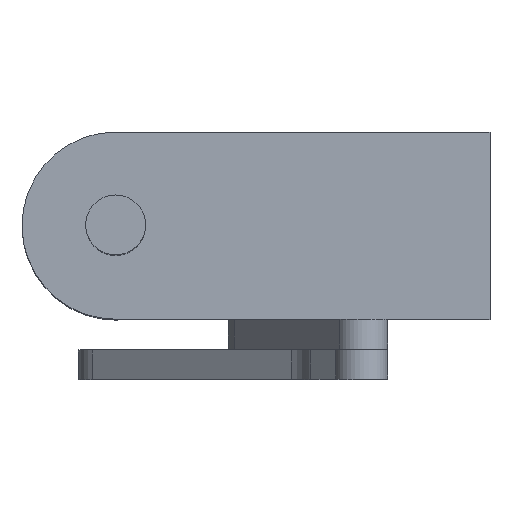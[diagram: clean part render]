
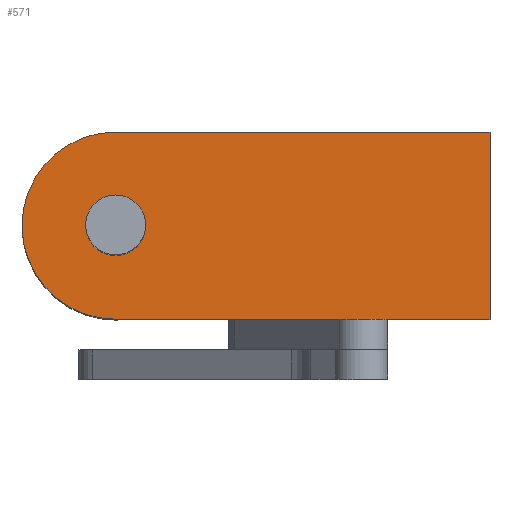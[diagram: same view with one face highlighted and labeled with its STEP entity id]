
A CAD part, top view. The second image highlights one B-rep face of the part: STEP entity #571.
In plain terms, the highlighted planar face has unit normal (0, 0, 1).
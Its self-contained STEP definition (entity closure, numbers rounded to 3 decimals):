
#53=PLANE('',#672);
#72=LINE('',#931,#106);
#75=LINE('',#937,#109);
#78=LINE('',#949,#112);
#106=VECTOR('',#749,1000.);
#109=VECTOR('',#754,1000.);
#112=VECTOR('',#767,1000.);
#157=ORIENTED_EDGE('',*,*,#284,.T.);
#158=ORIENTED_EDGE('',*,*,#275,.F.);
#159=ORIENTED_EDGE('',*,*,#288,.F.);
#160=ORIENTED_EDGE('',*,*,#282,.F.);
#161=ORIENTED_EDGE('',*,*,#279,.F.);
#275=EDGE_CURVE('',#343,#344,#394,.T.);
#279=EDGE_CURVE('',#344,#347,#72,.T.);
#282=EDGE_CURVE('',#347,#349,#75,.T.);
#284=EDGE_CURVE('',#350,#350,#396,.T.);
#288=EDGE_CURVE('',#349,#343,#78,.T.);
#343=VERTEX_POINT('',#922);
#344=VERTEX_POINT('',#924);
#347=VERTEX_POINT('',#932);
#349=VERTEX_POINT('',#938);
#350=VERTEX_POINT('',#942);
#394=CIRCLE('',#663,12.5);
#396=CIRCLE('',#668,4.);
#433=EDGE_LOOP('',(#157));
#434=EDGE_LOOP('',(#158,#159,#160,#161));
#495=FACE_BOUND('',#433,.T.);
#496=FACE_BOUND('',#434,.T.);
#571=ADVANCED_FACE('',(#495,#496),#53,.F.);
#663=AXIS2_PLACEMENT_3D('',#923,#741,#742);
#668=AXIS2_PLACEMENT_3D('',#941,#758,#759);
#672=AXIS2_PLACEMENT_3D('',#950,#768,#769);
#741=DIRECTION('',(0.,0.,-1.));
#742=DIRECTION('',(1.,0.,0.));
#749=DIRECTION('',(1.,0.,0.));
#754=DIRECTION('',(0.,-1.,0.));
#758=DIRECTION('',(0.,0.,-1.));
#759=DIRECTION('',(1.,0.,0.));
#767=DIRECTION('',(-1.,0.,0.));
#768=DIRECTION('',(0.,0.,-1.));
#769=DIRECTION('',(-1.,0.,0.));
#922=CARTESIAN_POINT('',(0.,-12.5,40.));
#923=CARTESIAN_POINT('',(0.,0.,40.));
#924=CARTESIAN_POINT('',(0.,12.5,40.));
#931=CARTESIAN_POINT('',(0.,12.5,40.));
#932=CARTESIAN_POINT('',(50.,12.5,40.));
#937=CARTESIAN_POINT('',(50.,12.5,40.));
#938=CARTESIAN_POINT('',(50.,-12.5,40.));
#941=CARTESIAN_POINT('',(0.,0.,40.));
#942=CARTESIAN_POINT('',(4.,0.,40.));
#949=CARTESIAN_POINT('',(50.,-12.5,40.));
#950=CARTESIAN_POINT('',(0.,0.,40.));
